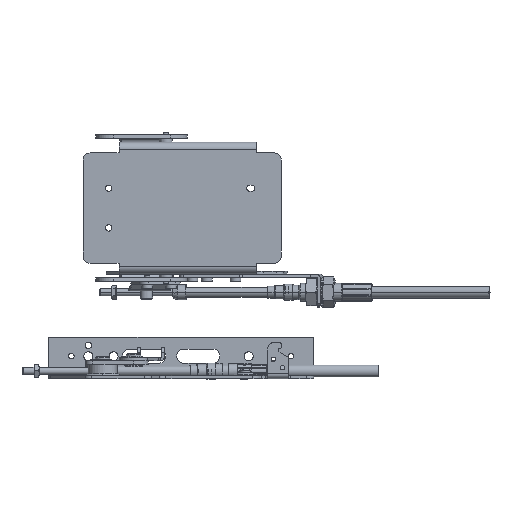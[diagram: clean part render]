
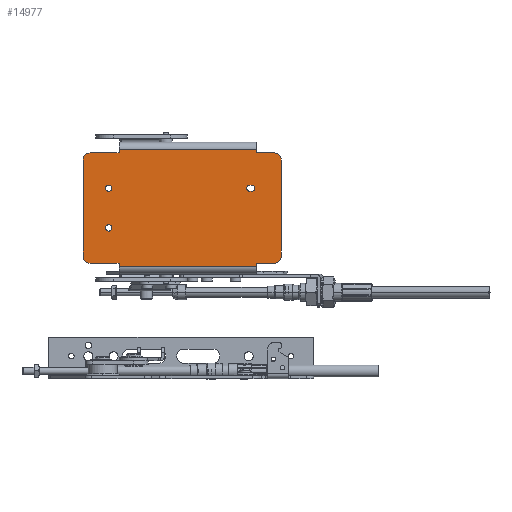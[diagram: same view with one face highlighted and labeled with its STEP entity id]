
A CAD part, front view. The second image highlights one B-rep face of the part: STEP entity #14977.
In plain terms, the highlighted face is planar.
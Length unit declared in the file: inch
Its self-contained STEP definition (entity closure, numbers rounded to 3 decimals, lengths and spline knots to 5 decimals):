
#13534=CARTESIAN_POINT('',(1.98,0.,-0.104));
#13535=DIRECTION('',(0.,0.,-1.));
#13536=DIRECTION('',(0.,-1.,0.));
#13537=AXIS2_PLACEMENT_3D('',#13534,#13535,#13536);
#13539=CARTESIAN_POINT('',(1.98,0.,-0.104));
#13540=DIRECTION('',(0.,0.,-1.));
#13541=DIRECTION('',(0.,1.,0.));
#13542=AXIS2_PLACEMENT_3D('',#13539,#13540,#13541);
#13544=CARTESIAN_POINT('',(1.98,-1.378,-0.104));
#13545=DIRECTION('',(0.,0.,-1.));
#13546=DIRECTION('',(0.,-1.,0.));
#13547=AXIS2_PLACEMENT_3D('',#13544,#13545,#13546);
#13549=CARTESIAN_POINT('',(1.98,-1.378,-0.104));
#13550=DIRECTION('',(0.,0.,-1.));
#13551=DIRECTION('',(0.,1.,0.));
#13552=AXIS2_PLACEMENT_3D('',#13549,#13550,#13551);
#13554=DIRECTION('',(0.,-1.,0.));
#13555=VECTOR('',#13554,0.115);
#13556=CARTESIAN_POINT('',(-3.135,1.34,-0.104));
#13557=LINE('',#13556,#13555);
#13558=DIRECTION('',(-1.,0.,0.));
#13559=VECTOR('',#13558,0.625);
#13560=CARTESIAN_POINT('',(-3.135,1.225,-0.104));
#13561=LINE('',#13560,#13559);
#13562=CARTESIAN_POINT('',(-3.76,0.975,-0.104));
#13563=DIRECTION('',(0.,0.,1.));
#13564=DIRECTION('',(0.,1.,0.));
#13565=AXIS2_PLACEMENT_3D('',#13562,#13563,#13564);
#13567=DIRECTION('',(0.,-1.,0.));
#13568=VECTOR('',#13567,3.328);
#13569=CARTESIAN_POINT('',(-4.01,0.975,-0.104));
#13570=LINE('',#13569,#13568);
#13571=CARTESIAN_POINT('',(-3.76,-2.353,-0.104));
#13572=DIRECTION('',(0.,0.,1.));
#13573=DIRECTION('',(-1.,0.,0.));
#13574=AXIS2_PLACEMENT_3D('',#13571,#13572,#13573);
#13576=DIRECTION('',(1.,0.,0.));
#13577=VECTOR('',#13576,0.625);
#13578=CARTESIAN_POINT('',(-3.76,-2.603,-0.104));
#13579=LINE('',#13578,#13577);
#13580=DIRECTION('',(0.,-1.,0.));
#13581=VECTOR('',#13580,0.115);
#13582=CARTESIAN_POINT('',(-3.135,-2.603,-0.104));
#13583=LINE('',#13582,#13581);
#13584=DIRECTION('',(0.,1.,0.));
#13585=VECTOR('',#13584,0.115);
#13586=CARTESIAN_POINT('',(1.62,-2.718,-0.104));
#13587=LINE('',#13586,#13585);
#13588=DIRECTION('',(1.,0.,0.));
#13589=VECTOR('',#13588,1.);
#13590=CARTESIAN_POINT('',(1.62,-2.603,-0.104));
#13591=LINE('',#13590,#13589);
#13592=CARTESIAN_POINT('',(2.62,-2.353,-0.104));
#13593=DIRECTION('',(0.,0.,1.));
#13594=DIRECTION('',(0.,-1.,0.));
#13595=AXIS2_PLACEMENT_3D('',#13592,#13593,#13594);
#13597=DIRECTION('',(0.,1.,0.));
#13598=VECTOR('',#13597,3.328);
#13599=CARTESIAN_POINT('',(2.87,-2.353,-0.104));
#13600=LINE('',#13599,#13598);
#13601=CARTESIAN_POINT('',(2.62,0.975,-0.104));
#13602=DIRECTION('',(0.,0.,1.));
#13603=DIRECTION('',(1.,0.,0.));
#13604=AXIS2_PLACEMENT_3D('',#13601,#13602,#13603);
#13606=DIRECTION('',(-1.,0.,0.));
#13607=VECTOR('',#13606,1.);
#13608=CARTESIAN_POINT('',(2.62,1.225,-0.104));
#13609=LINE('',#13608,#13607);
#13610=DIRECTION('',(0.,1.,0.));
#13611=VECTOR('',#13610,0.115);
#13612=CARTESIAN_POINT('',(1.62,1.225,-0.104));
#13613=LINE('',#13612,#13611);
#13614=CARTESIAN_POINT('',(-2.919,0.,-0.104));
#13615=DIRECTION('',(0.,0.,-1.));
#13616=DIRECTION('',(0.,1.,0.));
#13617=AXIS2_PLACEMENT_3D('',#13614,#13615,#13616);
#13619=DIRECTION('',(-1.,0.,0.));
#13620=VECTOR('',#13619,0.061);
#13621=CARTESIAN_POINT('',(-2.919,-0.1095,-0.104));
#13622=LINE('',#13621,#13620);
#13623=CARTESIAN_POINT('',(-2.98,0.,-0.104));
#13624=DIRECTION('',(0.,0.,-1.));
#13625=DIRECTION('',(0.,-1.,0.));
#13626=AXIS2_PLACEMENT_3D('',#13623,#13624,#13625);
#13628=DIRECTION('',(1.,0.,0.));
#13629=VECTOR('',#13628,0.061);
#13630=CARTESIAN_POINT('',(-2.98,0.1095,-0.104));
#13631=LINE('',#13630,#13629);
#13649=DIRECTION('',(-1.,0.,0.));
#13650=VECTOR('',#13649,4.755);
#13651=CARTESIAN_POINT('',(1.62,1.34,-0.104));
#13652=LINE('',#13651,#13650);
#14307=DIRECTION('',(1.,0.,0.));
#14308=VECTOR('',#14307,4.755);
#14309=CARTESIAN_POINT('',(-3.135,-2.718,-0.104));
#14310=LINE('',#14309,#14308);
#14548=CARTESIAN_POINT('',(1.98,-0.1095,-0.104));
#14549=CARTESIAN_POINT('',(1.98,0.1095,-0.104));
#14550=VERTEX_POINT('',#14548);
#14551=VERTEX_POINT('',#14549);
#14552=CARTESIAN_POINT('',(1.98,-1.4875,-0.104));
#14553=CARTESIAN_POINT('',(1.98,-1.2685,-0.104));
#14554=VERTEX_POINT('',#14552);
#14555=VERTEX_POINT('',#14553);
#14556=CARTESIAN_POINT('',(2.62,1.225,-0.104));
#14557=CARTESIAN_POINT('',(1.62,1.225,-0.104));
#14558=VERTEX_POINT('',#14556);
#14559=VERTEX_POINT('',#14557);
#14560=CARTESIAN_POINT('',(-3.135,1.225,-0.104));
#14561=CARTESIAN_POINT('',(-3.76,1.225,-0.104));
#14562=VERTEX_POINT('',#14560);
#14563=VERTEX_POINT('',#14561);
#14564=CARTESIAN_POINT('',(-4.01,0.975,-0.104));
#14565=CARTESIAN_POINT('',(-4.01,-2.353,-0.104));
#14566=VERTEX_POINT('',#14564);
#14567=VERTEX_POINT('',#14565);
#14568=CARTESIAN_POINT('',(-3.76,-2.603,-0.104));
#14569=CARTESIAN_POINT('',(-3.135,-2.603,-0.104));
#14570=VERTEX_POINT('',#14568);
#14571=VERTEX_POINT('',#14569);
#14572=CARTESIAN_POINT('',(1.62,-2.603,-0.104));
#14573=CARTESIAN_POINT('',(2.62,-2.603,-0.104));
#14574=VERTEX_POINT('',#14572);
#14575=VERTEX_POINT('',#14573);
#14576=CARTESIAN_POINT('',(2.87,-2.353,-0.104));
#14577=CARTESIAN_POINT('',(2.87,0.975,-0.104));
#14578=VERTEX_POINT('',#14576);
#14579=VERTEX_POINT('',#14577);
#14664=CARTESIAN_POINT('',(1.62,1.34,-0.104));
#14665=VERTEX_POINT('',#14664);
#14666=CARTESIAN_POINT('',(-3.135,1.34,-0.104));
#14667=VERTEX_POINT('',#14666);
#14676=CARTESIAN_POINT('',(-2.919,0.1095,-0.104));
#14677=CARTESIAN_POINT('',(-2.919,-0.1095,-0.104));
#14678=VERTEX_POINT('',#14676);
#14679=VERTEX_POINT('',#14677);
#14680=CARTESIAN_POINT('',(-2.98,-0.1095,-0.104));
#14681=VERTEX_POINT('',#14680);
#14682=CARTESIAN_POINT('',(-2.98,0.1095,-0.104));
#14683=VERTEX_POINT('',#14682);
#14686=CARTESIAN_POINT('',(1.62,-2.718,-0.104));
#14687=VERTEX_POINT('',#14686);
#14690=CARTESIAN_POINT('',(-3.135,-2.718,-0.104));
#14691=VERTEX_POINT('',#14690);
#14918=CARTESIAN_POINT('',(0.,0.,-0.104));
#14919=DIRECTION('',(0.,0.,1.));
#14920=DIRECTION('',(0.,-1.,0.));
#14921=AXIS2_PLACEMENT_3D('',#14918,#14919,#14920);
#14922=PLANE('',#14921);
#14924=ORIENTED_EDGE('',*,*,#14923,.T.);
#14926=ORIENTED_EDGE('',*,*,#14925,.T.);
#14928=ORIENTED_EDGE('',*,*,#14927,.T.);
#14930=ORIENTED_EDGE('',*,*,#14929,.T.);
#14932=ORIENTED_EDGE('',*,*,#14931,.T.);
#14934=ORIENTED_EDGE('',*,*,#14933,.T.);
#14936=ORIENTED_EDGE('',*,*,#14935,.T.);
#14938=ORIENTED_EDGE('',*,*,#14937,.T.);
#14940=ORIENTED_EDGE('',*,*,#14939,.T.);
#14942=ORIENTED_EDGE('',*,*,#14941,.T.);
#14944=ORIENTED_EDGE('',*,*,#14943,.T.);
#14946=ORIENTED_EDGE('',*,*,#14945,.T.);
#14948=ORIENTED_EDGE('',*,*,#14947,.T.);
#14950=ORIENTED_EDGE('',*,*,#14949,.T.);
#14952=ORIENTED_EDGE('',*,*,#14951,.T.);
#14954=ORIENTED_EDGE('',*,*,#14953,.T.);
#14955=EDGE_LOOP('',(#14924,#14926,#14928,#14930,#14932,#14934,#14936,#14938,
#14940,#14942,#14944,#14946,#14948,#14950,#14952,#14954));
#14956=FACE_OUTER_BOUND('',#14955,.F.);
#14958=ORIENTED_EDGE('',*,*,#14957,.T.);
#14960=ORIENTED_EDGE('',*,*,#14959,.T.);
#14961=EDGE_LOOP('',(#14958,#14960));
#14962=FACE_BOUND('',#14961,.F.);
#14963=ORIENTED_EDGE('',*,*,#14898,.T.);
#14964=ORIENTED_EDGE('',*,*,#14912,.T.);
#14965=EDGE_LOOP('',(#14963,#14964));
#14966=FACE_BOUND('',#14965,.F.);
#14968=ORIENTED_EDGE('',*,*,#14967,.T.);
#14970=ORIENTED_EDGE('',*,*,#14969,.T.);
#14972=ORIENTED_EDGE('',*,*,#14971,.T.);
#14974=ORIENTED_EDGE('',*,*,#14973,.T.);
#14975=EDGE_LOOP('',(#14968,#14970,#14972,#14974));
#14976=FACE_BOUND('',#14975,.F.);
#14977=ADVANCED_FACE('',(#14956,#14962,#14966,#14976),#14922,.F.);
#13538=CIRCLE('',#13537,0.1095);
#13543=CIRCLE('',#13542,0.1095);
#13548=CIRCLE('',#13547,0.1095);
#13553=CIRCLE('',#13552,0.1095);
#13566=CIRCLE('',#13565,0.25);
#13575=CIRCLE('',#13574,0.25);
#13596=CIRCLE('',#13595,0.25);
#13605=CIRCLE('',#13604,0.25);
#13618=CIRCLE('',#13617,0.1095);
#13627=CIRCLE('',#13626,0.1095);
#14898=EDGE_CURVE('',#14550,#14551,#13538,.T.);
#14912=EDGE_CURVE('',#14551,#14550,#13543,.T.);
#14923=EDGE_CURVE('',#14665,#14667,#13652,.T.);
#14925=EDGE_CURVE('',#14667,#14562,#13557,.T.);
#14927=EDGE_CURVE('',#14562,#14563,#13561,.T.);
#14929=EDGE_CURVE('',#14563,#14566,#13566,.T.);
#14931=EDGE_CURVE('',#14566,#14567,#13570,.T.);
#14933=EDGE_CURVE('',#14567,#14570,#13575,.T.);
#14935=EDGE_CURVE('',#14570,#14571,#13579,.T.);
#14937=EDGE_CURVE('',#14571,#14691,#13583,.T.);
#14939=EDGE_CURVE('',#14691,#14687,#14310,.T.);
#14941=EDGE_CURVE('',#14687,#14574,#13587,.T.);
#14943=EDGE_CURVE('',#14574,#14575,#13591,.T.);
#14945=EDGE_CURVE('',#14575,#14578,#13596,.T.);
#14947=EDGE_CURVE('',#14578,#14579,#13600,.T.);
#14949=EDGE_CURVE('',#14579,#14558,#13605,.T.);
#14951=EDGE_CURVE('',#14558,#14559,#13609,.T.);
#14953=EDGE_CURVE('',#14559,#14665,#13613,.T.);
#14957=EDGE_CURVE('',#14554,#14555,#13548,.T.);
#14959=EDGE_CURVE('',#14555,#14554,#13553,.T.);
#14967=EDGE_CURVE('',#14678,#14679,#13618,.T.);
#14969=EDGE_CURVE('',#14679,#14681,#13622,.T.);
#14971=EDGE_CURVE('',#14681,#14683,#13627,.T.);
#14973=EDGE_CURVE('',#14683,#14678,#13631,.T.);
